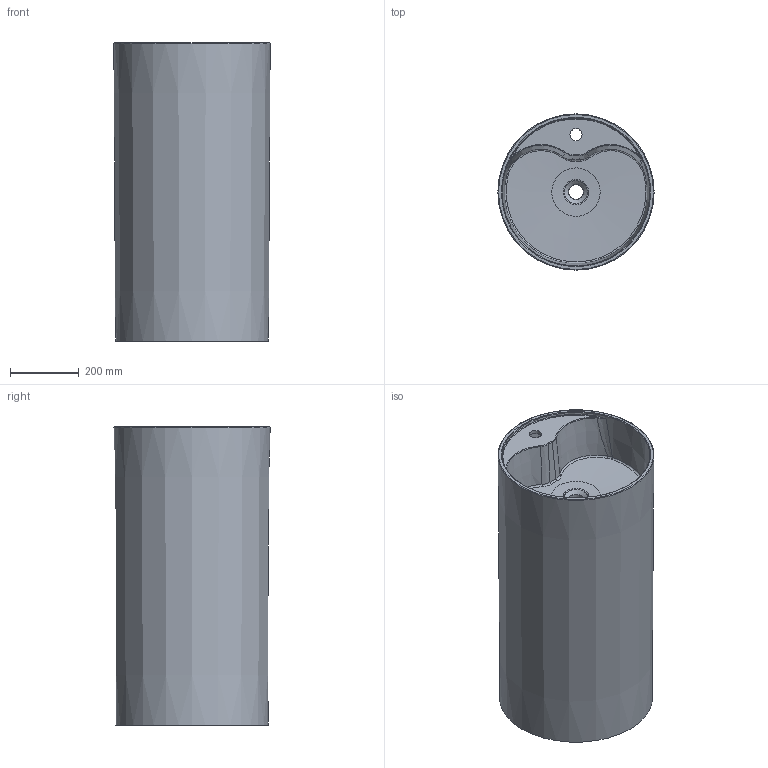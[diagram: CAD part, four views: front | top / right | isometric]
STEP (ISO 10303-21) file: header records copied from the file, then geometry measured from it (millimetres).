
FILE_DESCRIPTION(/* description */ (''),/* implementation_level */ '2;1');
FILE_NAME(/* name */ '28045006.stp',/* time_stamp */ '2019-08-03T09:00:27+08:00',/* author */ (''),/* organization */ (''),/* preprocessor_version */ 'ST-DEVELOPER v14',/* originating_system */ 'SIEMENS PLM Software NX 8.0',/* authorisation */ '');
FILE_SCHEMA (('AUTOMOTIVE_DESIGN { 1 0 10303 214 3 1 1 1 }'));
Length unit declared in the file: millimetre
Products named in the file (1): 1B909E91mw4t
Bounding box: 454.03 x 454.03 x 865.72 mm (x, y, z)
Volume: 22818487.1 mm3; surface area: 2697856.4 mm2
Topology: 1 solids, 1 shells, 94 faces, 219 edges, 124 vertices
Faces by surface type: bspline 56, torus 13, cone 12, plane 9, cylinder 4
Full cylindrical faces by diameter (mm): 35.315 x1
Entity records: 4083 total; most frequent: CARTESIAN_POINT 2418, ORIENTED_EDGE 390, DIRECTION 248, EDGE_CURVE 195, AXIS2_PLACEMENT_3D 121, VERTEX_POINT 117, EDGE_LOOP 112, B_SPLINE_CURVE_WITH_KNOTS 107
